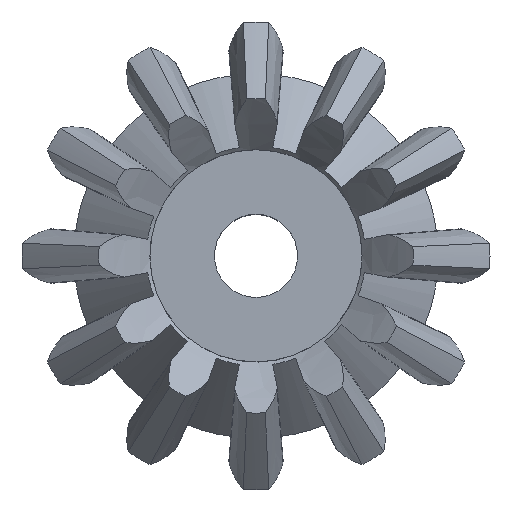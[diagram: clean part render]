
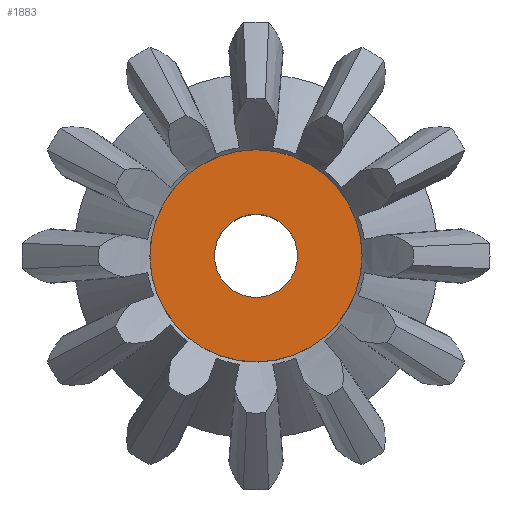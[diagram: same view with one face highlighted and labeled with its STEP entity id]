
A CAD part, top view. The second image highlights one B-rep face of the part: STEP entity #1883.
In plain terms, the highlighted planar face has unit normal (0, 0, 1).
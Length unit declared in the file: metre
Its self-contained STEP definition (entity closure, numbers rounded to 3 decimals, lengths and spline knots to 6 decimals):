
#63=PLANE('',#2122);
#850=ORIENTED_EDGE('',*,*,#1158,.F.);
#851=ORIENTED_EDGE('',*,*,#1157,.T.);
#1157=EDGE_CURVE('',#1366,#1366,#1491,.T.);
#1158=EDGE_CURVE('',#1367,#1367,#1492,.T.);
#1366=VERTEX_POINT('',#3661);
#1367=VERTEX_POINT('',#3664);
#1491=CIRCLE('',#2121,0.004085);
#1492=CIRCLE('',#2123,0.0016);
#1597=EDGE_LOOP('',(#850));
#1598=EDGE_LOOP('',(#851));
#1705=FACE_BOUND('',#1597,.T.);
#1706=FACE_BOUND('',#1598,.T.);
#1883=ADVANCED_FACE('',(#1705,#1706),#63,.T.);
#2121=AXIS2_PLACEMENT_3D('',#3660,#2597,#2598);
#2122=AXIS2_PLACEMENT_3D('',#3662,#2599,#2600);
#2123=AXIS2_PLACEMENT_3D('',#3663,#2601,#2602);
#2597=DIRECTION('',(0.,0.,1.));
#2598=DIRECTION('',(1.,0.,0.));
#2599=DIRECTION('',(0.,0.,1.));
#2600=DIRECTION('',(1.,0.,0.));
#2601=DIRECTION('',(0.,0.,1.));
#2602=DIRECTION('',(1.,0.,0.));
#3660=CARTESIAN_POINT('',(0.,0.,0.011906));
#3661=CARTESIAN_POINT('',(0.004085,0.,0.011906));
#3662=CARTESIAN_POINT('',(0.,0.,0.011906));
#3663=CARTESIAN_POINT('',(0.,0.,0.011906));
#3664=CARTESIAN_POINT('',(0.0016,0.,0.011906));
